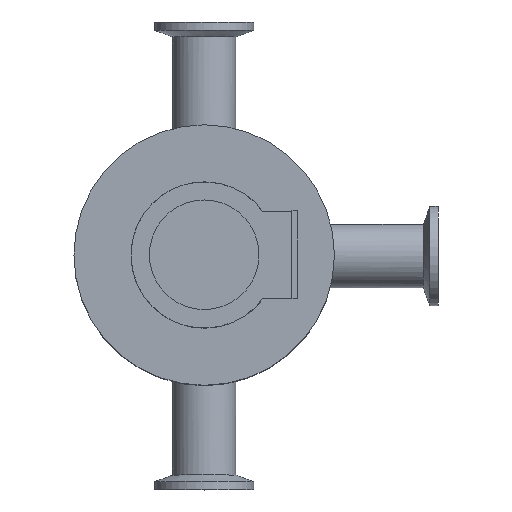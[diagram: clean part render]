
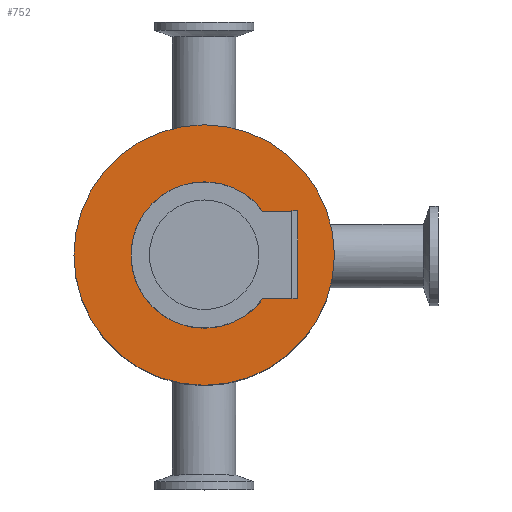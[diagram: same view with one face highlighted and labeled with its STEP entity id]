
A CAD part, top view. The second image highlights one B-rep face of the part: STEP entity #752.
In plain terms, the highlighted planar face has unit normal (0, 0, 1).
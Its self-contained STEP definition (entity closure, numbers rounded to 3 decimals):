
#191=FACE_OUTER_BOUND('',#255,.T.);
#255=EDGE_LOOP('',(#563));
#320=CIRCLE('',#880,44.55);
#368=VERTEX_POINT('',#1338);
#442=EDGE_CURVE('',#368,#368,#320,.T.);
#563=ORIENTED_EDGE('',*,*,#442,.F.);
#720=PLANE('',#879);
#752=ADVANCED_FACE('',(#191),#720,.T.);
#879=AXIS2_PLACEMENT_3D('',#1337,#1026,#1027);
#880=AXIS2_PLACEMENT_3D('',#1339,#1028,#1029);
#1026=DIRECTION('center_axis',(0.,0.,1.));
#1027=DIRECTION('ref_axis',(1.,0.,0.));
#1028=DIRECTION('center_axis',(0.,0.,-1.));
#1029=DIRECTION('ref_axis',(-1.,0.,0.));
#1337=CARTESIAN_POINT('Origin',(-22.275,0.,182.25));
#1338=CARTESIAN_POINT('',(44.55,0.,182.25));
#1339=CARTESIAN_POINT('Origin',(0.,0.,182.25));
